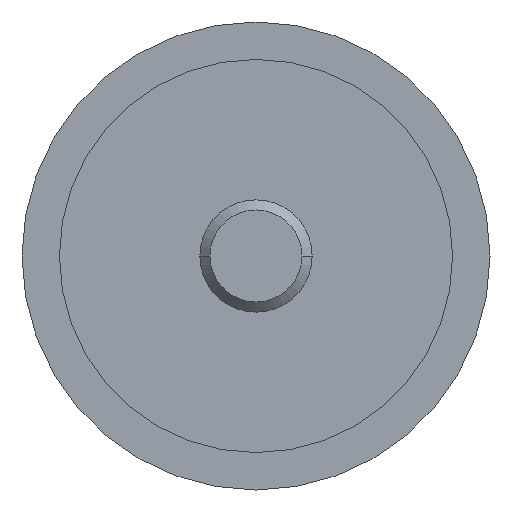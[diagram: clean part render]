
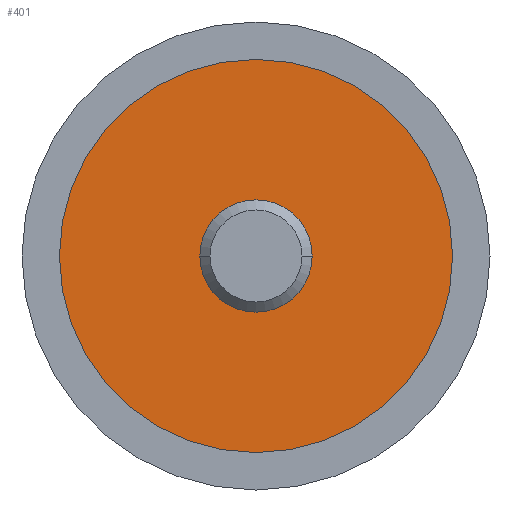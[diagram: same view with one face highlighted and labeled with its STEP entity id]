
A CAD part, front view. The second image highlights one B-rep face of the part: STEP entity #401.
In plain terms, the highlighted planar face has unit normal (0, -1, 0).
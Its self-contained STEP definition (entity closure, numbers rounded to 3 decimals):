
#227=VERTEX_POINT('',#577);
#263=EDGE_CURVE('',#227,#289,#620,.T.);
#289=VERTEX_POINT('',#651);
#353=VERTEX_POINT('',#728);
#401=ADVANCED_FACE('',(#782,#783),#784,.T.);
#447=EDGE_CURVE('',#289,#227,#835,.T.);
#453=VERTEX_POINT('',#841);
#495=EDGE_CURVE('',#453,#353,#886,.T.);
#523=EDGE_CURVE('',#353,#453,#917,.T.);
#577=CARTESIAN_POINT('',(10.5,0.0,0.0));
#620=CIRCLE('',#1027,10.5);
#651=CARTESIAN_POINT('',(-10.5,0.0,0.));
#728=CARTESIAN_POINT('',(-3.0,0.0,0.));
#782=FACE_BOUND('',#1229,.T.);
#783=FACE_OUTER_BOUND('',#1230,.T.);
#784=PLANE('',#1231);
#835=CIRCLE('',#1297,10.5);
#841=CARTESIAN_POINT('',(3.0,0.0,0.));
#886=CIRCLE('',#1364,3.0);
#917=CIRCLE('',#1407,3.0);
#1027=AXIS2_PLACEMENT_3D('',#1487,#1488,#1489);
#1229=EDGE_LOOP('',(#1715,#1716));
#1230=EDGE_LOOP('',(#1717,#1718));
#1231=AXIS2_PLACEMENT_3D('',#1719,#1720,#1721);
#1297=AXIS2_PLACEMENT_3D('',#1778,#1779,#1780);
#1364=AXIS2_PLACEMENT_3D('',#1830,#1831,#1832);
#1407=AXIS2_PLACEMENT_3D('',#1880,#1881,#1882);
#1487=CARTESIAN_POINT('',(0.0,0.0,0.0));
#1488=DIRECTION('',(0.0,-1.0,0.0));
#1489=DIRECTION('',(1.0,0.0,0.0));
#1715=ORIENTED_EDGE('',*,*,#523,.T.);
#1716=ORIENTED_EDGE('',*,*,#495,.T.);
#1717=ORIENTED_EDGE('',*,*,#263,.T.);
#1718=ORIENTED_EDGE('',*,*,#447,.T.);
#1719=CARTESIAN_POINT('',(0.0,0.0,0.0));
#1720=DIRECTION('',(0.0,-1.0,0.0));
#1721=DIRECTION('',(-1.0,0.0,0.0));
#1778=CARTESIAN_POINT('',(0.0,0.0,0.0));
#1779=DIRECTION('',(0.0,-1.0,0.0));
#1780=DIRECTION('',(1.0,0.0,0.0));
#1830=CARTESIAN_POINT('',(0.0,0.0,0.0));
#1831=DIRECTION('',(-0.0,1.0,0.0));
#1832=DIRECTION('',(1.0,0.0,0.0));
#1880=CARTESIAN_POINT('',(0.0,0.0,0.0));
#1881=DIRECTION('',(-0.0,1.0,0.0));
#1882=DIRECTION('',(1.0,0.0,0.0));
